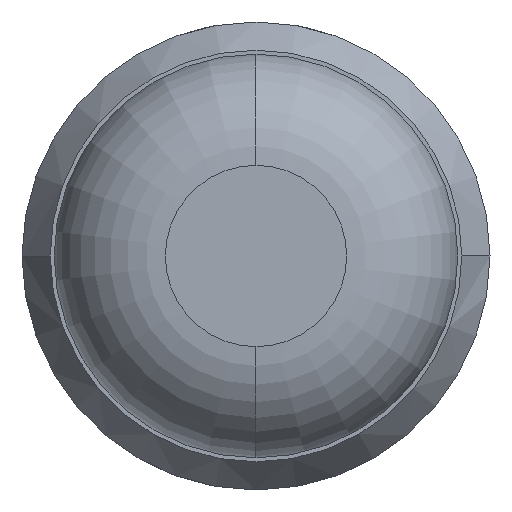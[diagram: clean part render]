
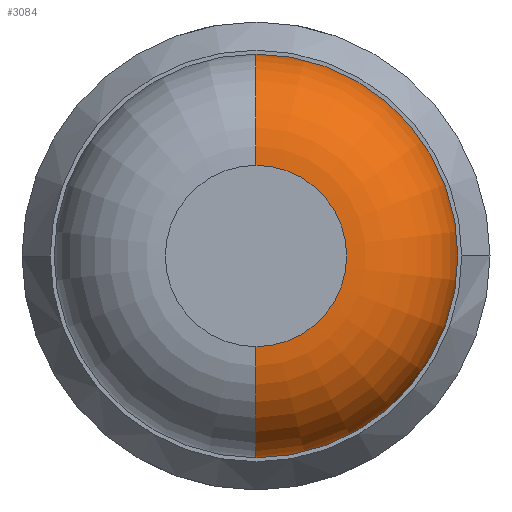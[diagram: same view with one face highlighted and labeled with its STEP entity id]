
A CAD part, front view. The second image highlights one B-rep face of the part: STEP entity #3084.
In plain terms, the highlighted toroidal (fillet/blend) face has major radius 0.155 mm and minor radius 0.19 mm.
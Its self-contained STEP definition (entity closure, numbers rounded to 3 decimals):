
#150 = CIRCLE ( 'NONE', #2408, 0.155 ) ;
#256 = AXIS2_PLACEMENT_3D ( 'NONE', #2173, #2224, #1959 ) ;
#361 = ORIENTED_EDGE ( 'NONE', *, *, #2984, .T. ) ;
#534 = CARTESIAN_POINT ( 'NONE',  ( 0., -12.51, 0. ) ) ;
#683 = DIRECTION ( 'NONE',  ( 0., 0., 1. ) ) ;
#764 = DIRECTION ( 'NONE',  ( -1., 0., 0. ) ) ;
#852 = TOROIDAL_SURFACE ( 'NONE', #2935, 0.155, 0.19 ) ;
#999 = CARTESIAN_POINT ( 'NONE',  ( 0., -12.51, 0.345 ) ) ;
#1005 = VERTEX_POINT ( 'NONE', #2955 ) ;
#1076 = EDGE_CURVE ( 'Defeature ausgef�hrt1_3+Defeature ausgef�hrt1_4+Defeature ausgef�hrt1_4+Defeature ausgef�hrt1_4', #2845, #1005, #150, .T. ) ;
#1142 = DIRECTION ( 'NONE',  ( 0., 1., 0. ) ) ;
#1208 = DIRECTION ( 'NONE',  ( 0., 0., 1. ) ) ;
#1363 = VERTEX_POINT ( 'NONE', #2785 ) ;
#1599 = DIRECTION ( 'NONE',  ( 0., 1., 0. ) ) ;
#1611 = EDGE_LOOP ( 'NONE', ( #1692, #361, #2174, #2905 ) ) ;
#1692 = ORIENTED_EDGE ( 'NONE', *, *, #1076, .T. ) ;
#1720 = EDGE_CURVE ( 'NONE', #2845, #3243, #3603, .T. ) ;
#1746 = AXIS2_PLACEMENT_3D ( 'NONE', #2681, #2398, #3536 ) ;
#1766 = EDGE_CURVE ( 'Defeature ausgef�hrt1_1+Defeature ausgef�hrt1_3+Defeature ausgef�hrt1_3+Defeature ausgef�hrt1_3', #3243, #1363, #2287, .T. ) ;
#1959 = DIRECTION ( 'NONE',  ( 0., 0., -1. ) ) ;
#1987 = AXIS2_PLACEMENT_3D ( 'NONE', #2702, #764, #683 ) ;
#2173 = CARTESIAN_POINT ( 'NONE',  ( 0., -12.51, -0.155 ) ) ;
#2174 = ORIENTED_EDGE ( 'NONE', *, *, #1766, .F. ) ;
#2224 = DIRECTION ( 'NONE',  ( 1., 0., 0. ) ) ;
#2287 = CIRCLE ( 'NONE', #1746, 0.345 ) ;
#2398 = DIRECTION ( 'NONE',  ( 0., 1., 0. ) ) ;
#2408 = AXIS2_PLACEMENT_3D ( 'NONE', #2522, #1599, #1208 ) ;
#2508 = DIRECTION ( 'NONE',  ( 0., 0., 1. ) ) ;
#2522 = CARTESIAN_POINT ( 'NONE',  ( 0., -12.7, 0. ) ) ;
#2544 = FACE_OUTER_BOUND ( 'NONE', #1611, .T. ) ;
#2681 = CARTESIAN_POINT ( 'NONE',  ( 0., -12.51, 0. ) ) ;
#2702 = CARTESIAN_POINT ( 'NONE',  ( 0., -12.51, 0.155 ) ) ;
#2785 = CARTESIAN_POINT ( 'NONE',  ( 0., -12.51, -0.345 ) ) ;
#2845 = VERTEX_POINT ( 'NONE', #2960 ) ;
#2905 = ORIENTED_EDGE ( 'NONE', *, *, #1720, .F. ) ;
#2935 = AXIS2_PLACEMENT_3D ( 'NONE', #534, #1142, #2508 ) ;
#2955 = CARTESIAN_POINT ( 'NONE',  ( 0., -12.7, -0.155 ) ) ;
#2960 = CARTESIAN_POINT ( 'NONE',  ( 0., -12.7, 0.155 ) ) ;
#2984 = EDGE_CURVE ( 'NONE', #1005, #1363, #3169, .T. ) ;
#3084 = ADVANCED_FACE ( 'Defeature ausgef�hrt1_3', ( #2544 ), #852, .T. ) ;
#3169 = CIRCLE ( 'NONE', #256, 0.19 ) ;
#3243 = VERTEX_POINT ( 'NONE', #999 ) ;
#3536 = DIRECTION ( 'NONE',  ( 0., 0., 1. ) ) ;
#3603 = CIRCLE ( 'NONE', #1987, 0.19 ) ;
